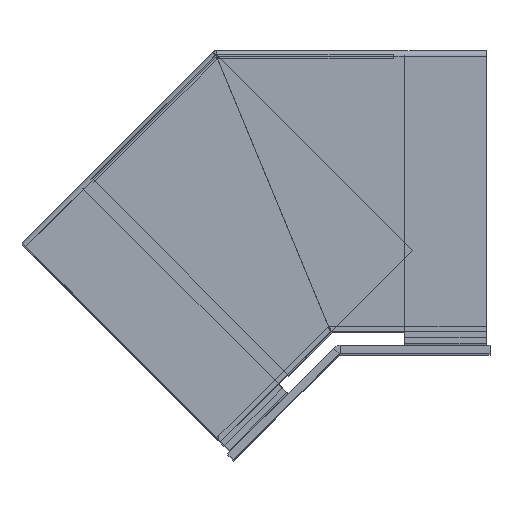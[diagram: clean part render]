
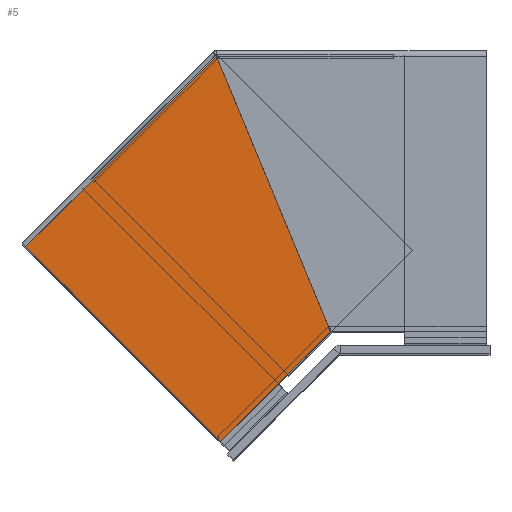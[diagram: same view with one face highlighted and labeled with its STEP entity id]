
A CAD part, top view. The second image highlights one B-rep face of the part: STEP entity #5.
In plain terms, the highlighted planar face has unit normal (0, 0, 1).
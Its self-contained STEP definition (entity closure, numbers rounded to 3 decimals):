
#5 = ADVANCED_FACE ( 'NONE', ( #634 ), #2189, .F. ) ;
#52 = ORIENTED_EDGE ( 'NONE', *, *, #1507, .F. ) ;
#76 = VECTOR ( 'NONE', #2803, 1000. ) ;
#120 = CARTESIAN_POINT ( 'NONE',  ( 42.578, -103.02, 128.4 ) ) ;
#124 = VECTOR ( 'NONE', #3216, 1000. ) ;
#131 = VERTEX_POINT ( 'NONE', #741 ) ;
#150 = CARTESIAN_POINT ( 'NONE',  ( 0.99, -142.411, 128.4 ) ) ;
#241 = LINE ( 'NONE', #1628, #2176 ) ;
#244 = EDGE_CURVE ( 'NONE', #2530, #2339, #593, .T. ) ;
#260 = CARTESIAN_POINT ( 'NONE',  ( 0.809, -2.019, 128.4 ) ) ;
#279 = LINE ( 'NONE', #615, #1558 ) ;
#295 = LINE ( 'NONE', #574, #2236 ) ;
#314 = CARTESIAN_POINT ( 'NONE',  ( -69.296, -72.125, 128.4 ) ) ;
#318 = VECTOR ( 'NONE', #1188, 1000. ) ;
#358 = ORIENTED_EDGE ( 'NONE', *, *, #244, .T. ) ;
#382 = CARTESIAN_POINT ( 'NONE',  ( 42.249, -102.6, 128.4 ) ) ;
#459 = VERTEX_POINT ( 'NONE', #2739 ) ;
#574 = CARTESIAN_POINT ( 'NONE',  ( 0.99, -142.411, 128.4 ) ) ;
#582 = EDGE_CURVE ( 'NONE', #459, #1685, #241, .T. ) ;
#593 = LINE ( 'NONE', #2532, #1281 ) ;
#615 = CARTESIAN_POINT ( 'NONE',  ( -69.296, -72.125, 128.4 ) ) ;
#634 = FACE_OUTER_BOUND ( 'NONE', #703, .T. ) ;
#638 = CARTESIAN_POINT ( 'NONE',  ( 42.004, -102.13, 128.4 ) ) ;
#644 = ORIENTED_EDGE ( 'NONE', *, *, #3130, .F. ) ;
#692 = LINE ( 'NONE', #771, #76 ) ;
#703 = EDGE_LOOP ( 'NONE', ( #2874, #1751, #1453, #358, #1609, #1304, #52, #644 ) ) ;
#741 = CARTESIAN_POINT ( 'NONE',  ( 1.414, -142.836, 128.4 ) ) ;
#771 = CARTESIAN_POINT ( 'NONE',  ( 1.414, -226., 128.4 ) ) ;
#853 = B_SPLINE_CURVE_WITH_KNOTS ( 'NONE', 3,
 ( #3173, #1658, #120, #1916, #382, #2155, #638, #2400, #894, #2675 ),
 .UNSPECIFIED., .F., .F.,
 ( 4, 2, 2, 2, 4 ),
 ( 0., 0.001, 0.001, 0.002, 0.002 ),
 .UNSPECIFIED. ) ;
#875 = DIRECTION ( 'NONE',  ( 0.707, 0.707, 0. ) ) ;
#894 = CARTESIAN_POINT ( 'NONE',  ( 41.961, -101.597, 128.4 ) ) ;
#1024 = DIRECTION ( 'NONE',  ( 0.707, 0.707, 0. ) ) ;
#1143 = EDGE_CURVE ( 'NONE', #1815, #2328, #2330, .T. ) ;
#1170 = DIRECTION ( 'NONE',  ( 0., 0., -1. ) ) ;
#1188 = DIRECTION ( 'NONE',  ( 0.383, -0.924, 0. ) ) ;
#1281 = VECTOR ( 'NONE', #1024, 1000. ) ;
#1304 = ORIENTED_EDGE ( 'NONE', *, *, #1143, .F. ) ;
#1453 = ORIENTED_EDGE ( 'NONE', *, *, #2800, .T. ) ;
#1507 = EDGE_CURVE ( 'NONE', #1971, #1815, #279, .T. ) ;
#1513 = CARTESIAN_POINT ( 'NONE',  ( 42.813, -103.286, 128.4 ) ) ;
#1544 = EDGE_CURVE ( 'NONE', #2339, #2328, #853, .T. ) ;
#1558 = VECTOR ( 'NONE', #875, 1000. ) ;
#1609 = ORIENTED_EDGE ( 'NONE', *, *, #1544, .T. ) ;
#1628 = CARTESIAN_POINT ( 'NONE',  ( 0.99, -142.411, 128.4 ) ) ;
#1658 = CARTESIAN_POINT ( 'NONE',  ( 42.695, -103.154, 128.4 ) ) ;
#1685 = VERTEX_POINT ( 'NONE', #3268 ) ;
#1751 = ORIENTED_EDGE ( 'NONE', *, *, #3023, .F. ) ;
#1815 = VERTEX_POINT ( 'NONE', #260 ) ;
#1884 = DIRECTION ( 'NONE',  ( 0.707, 0.707, 0. ) ) ;
#1916 = CARTESIAN_POINT ( 'NONE',  ( 42.356, -102.743, 128.4 ) ) ;
#1971 = VERTEX_POINT ( 'NONE', #314 ) ;
#2152 = LINE ( 'NONE', #2193, #124 ) ;
#2155 = CARTESIAN_POINT ( 'NONE',  ( 42.071, -102.292, 128.4 ) ) ;
#2176 = VECTOR ( 'NONE', #1884, 1000. ) ;
#2189 = PLANE ( 'NONE',  #3014 ) ;
#2193 = CARTESIAN_POINT ( 'NONE',  ( 0.99, -142.411, 128.4 ) ) ;
#2236 = VECTOR ( 'NONE', #2607, 1000. ) ;
#2328 = VERTEX_POINT ( 'NONE', #2501 ) ;
#2330 = LINE ( 'NONE', #2699, #318 ) ;
#2339 = VERTEX_POINT ( 'NONE', #1513 ) ;
#2400 = CARTESIAN_POINT ( 'NONE',  ( 41.948, -101.776, 128.4 ) ) ;
#2501 = CARTESIAN_POINT ( 'NONE',  ( 41.982, -101.419, 128.4 ) ) ;
#2530 = VERTEX_POINT ( 'NONE', #2857 ) ;
#2532 = CARTESIAN_POINT ( 'NONE',  ( 64.832, -81.267, 128.4 ) ) ;
#2607 = DIRECTION ( 'NONE',  ( -0.707, 0.707, 0. ) ) ;
#2675 = CARTESIAN_POINT ( 'NONE',  ( 41.982, -101.419, 128.4 ) ) ;
#2699 = CARTESIAN_POINT ( 'NONE',  ( 50.472, -121.915, 128.4 ) ) ;
#2739 = CARTESIAN_POINT ( 'NONE',  ( 0.99, -142.411, 128.4 ) ) ;
#2800 = EDGE_CURVE ( 'NONE', #131, #2530, #2152, .T. ) ;
#2803 = DIRECTION ( 'NONE',  ( 0., 1., 0. ) ) ;
#2857 = CARTESIAN_POINT ( 'NONE',  ( 2.339, -143.76, 128.4 ) ) ;
#2874 = ORIENTED_EDGE ( 'NONE', *, *, #582, .T. ) ;
#2959 = DIRECTION ( 'NONE',  ( 0., 1., 0. ) ) ;
#3014 = AXIS2_PLACEMENT_3D ( 'NONE', #150, #1170, #2959 ) ;
#3023 = EDGE_CURVE ( 'NONE', #131, #1685, #692, .T. ) ;
#3130 = EDGE_CURVE ( 'NONE', #459, #1971, #295, .T. ) ;
#3173 = CARTESIAN_POINT ( 'NONE',  ( 42.813, -103.286, 128.4 ) ) ;
#3216 = DIRECTION ( 'NONE',  ( 0.707, -0.707, 0. ) ) ;
#3268 = CARTESIAN_POINT ( 'NONE',  ( 1.414, -141.987, 128.4 ) ) ;
